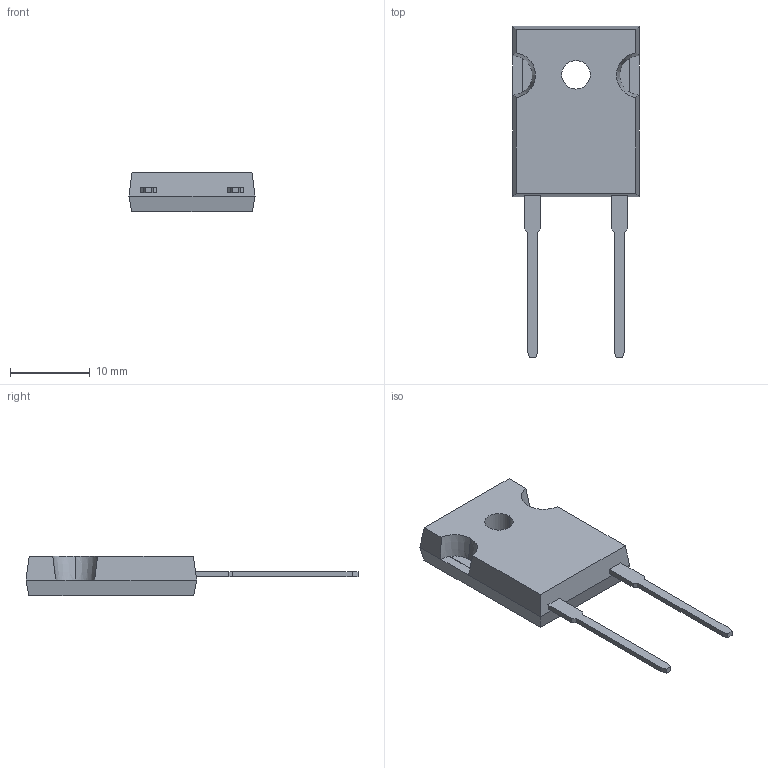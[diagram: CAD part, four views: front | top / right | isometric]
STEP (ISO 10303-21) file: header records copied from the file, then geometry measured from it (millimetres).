
FILE_DESCRIPTION (( 'STEP AP214' ), '1' );
FILE_NAME ('DH60-18A.STEP', '2023-08-22T23:33:09', ( '' ), ( '' ), 'SwSTEP 2.0', 'SolidWorks 2021', '' );
FILE_SCHEMA (( 'AUTOMOTIVE_DESIGN' ));
Length unit declared in the file: millimetre
Products named in the file (1): DH60-18A
Bounding box: 15.86 x 41.75 x 5 mm (x, y, z)
Volume: 1556.1 mm3; surface area: 1763.5 mm2
Topology: 4 solids, 4 shells, 63 faces, 159 edges, 102 vertices
Faces by surface type: plane 50, cylinder 10, cone 3
Entity records: 1948 total; most frequent: CARTESIAN_POINT 337, ORIENTED_EDGE 318, DIRECTION 313, EDGE_CURVE 159, VECTOR 125, LINE 125, VERTEX_POINT 102, AXIS2_PLACEMENT_3D 94
